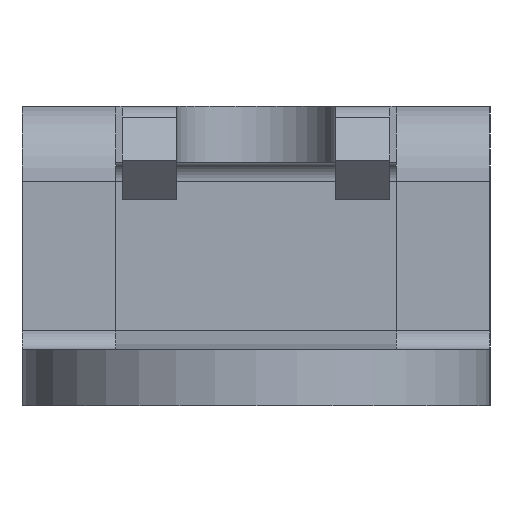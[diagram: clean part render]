
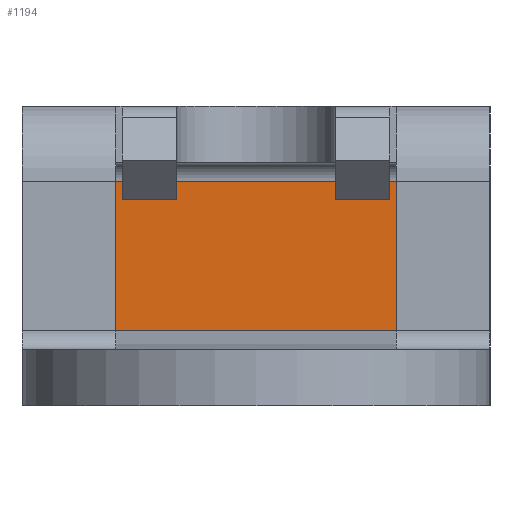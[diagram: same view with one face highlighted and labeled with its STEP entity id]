
A CAD part, left-side view. The second image highlights one B-rep face of the part: STEP entity #1194.
In plain terms, the highlighted planar face has unit normal (-1, 0, 0).
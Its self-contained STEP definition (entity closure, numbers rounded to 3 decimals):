
#53=PLANE('',#1325);
#106=FACE_OUTER_BOUND('',#168,.T.);
#168=EDGE_LOOP('',(#1039,#1040,#1041,#1042));
#257=LINE('',#1913,#367);
#278=LINE('',#1993,#388);
#279=LINE('',#1997,#389);
#280=LINE('',#1998,#390);
#367=VECTOR('',#1557,10.);
#388=VECTOR('',#1652,10.);
#389=VECTOR('',#1657,10.);
#390=VECTOR('',#1658,10.);
#538=VERTEX_POINT('',#1910);
#539=VERTEX_POINT('',#1912);
#561=VERTEX_POINT('',#1992);
#562=VERTEX_POINT('',#1996);
#685=EDGE_CURVE('',#539,#538,#257,.T.);
#726=EDGE_CURVE('',#561,#539,#278,.T.);
#728=EDGE_CURVE('',#562,#538,#279,.T.);
#729=EDGE_CURVE('',#561,#562,#280,.T.);
#1039=ORIENTED_EDGE('',*,*,#685,.T.);
#1040=ORIENTED_EDGE('',*,*,#728,.F.);
#1041=ORIENTED_EDGE('',*,*,#729,.F.);
#1042=ORIENTED_EDGE('',*,*,#726,.T.);
#1194=ADVANCED_FACE('',(#106),#53,.T.);
#1325=AXIS2_PLACEMENT_3D('',#1995,#1655,#1656);
#1557=DIRECTION('',(0.,0.,-1.));
#1652=DIRECTION('',(0.,1.,0.));
#1655=DIRECTION('center_axis',(-1.,0.,0.));
#1656=DIRECTION('ref_axis',(0.,0.,1.));
#1657=DIRECTION('',(0.,1.,0.));
#1658=DIRECTION('',(0.,0.,-1.));
#1910=CARTESIAN_POINT('',(20.5,12.5,-12.));
#1912=CARTESIAN_POINT('',(20.5,12.5,-4.));
#1913=CARTESIAN_POINT('',(20.5,12.5,-4.));
#1992=CARTESIAN_POINT('',(20.5,-12.5,-4.));
#1993=CARTESIAN_POINT('',(20.5,-12.5,-4.));
#1995=CARTESIAN_POINT('Origin',(20.5,-12.5,-4.));
#1996=CARTESIAN_POINT('',(20.5,-12.5,-12.));
#1997=CARTESIAN_POINT('',(20.5,-12.5,-12.));
#1998=CARTESIAN_POINT('',(20.5,-12.5,-4.));
